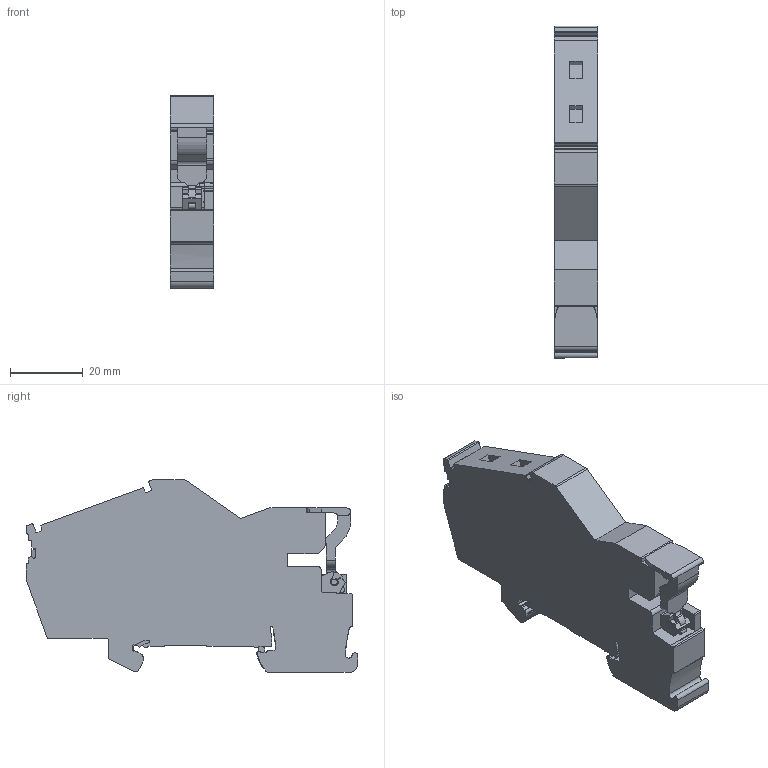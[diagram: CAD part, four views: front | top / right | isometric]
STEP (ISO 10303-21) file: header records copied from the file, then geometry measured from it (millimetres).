
FILE_DESCRIPTION(('CATIA V5R22 STEP214','CAx-IF Rec.Pracs.--- Model Styling and Organization---1.4--- 2014-01-23'),'2;1');
FILE_NAME ('1117352-3_0', '2021-08-13T08:04:28+00:00', ('Weidmueller Interface'), ('Weidmueller'), 'CATIA Version 5-6 Release 2016 SP3 HF44', 'CATIA V5 STEP AP214', 'none');
FILE_SCHEMA(('AUTOMOTIVE_DESIGN { 1 0 10303 214 1 1 1 1 }'));
Length unit declared in the file: millimetre
Products named in the file (1): 2669130000
Bounding box: 12 x 91.14 x 52.83 mm (x, y, z)
Volume: 41196.6 mm3; surface area: 18532.7 mm2
Topology: 6 solids, 6 shells, 640 faces, 1753 edges, 1162 vertices
Faces by surface type: plane 309, cylinder 301, extrusion 15, bspline 7, cone 4, torus 4
Entity records: 20164 total; most frequent: CARTESIAN_POINT 4620, ORIENTED_EDGE 3506, DIRECTION 2652, EDGE_CURVE 1753, VERTEX_POINT 1162, AXIS2_PLACEMENT_3D 1058, VECTOR 1057, LINE 1042
